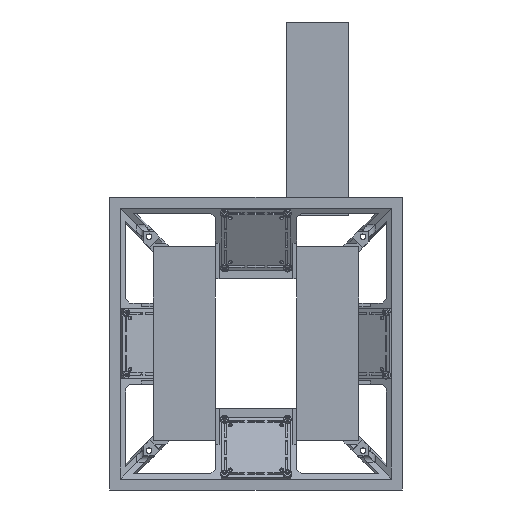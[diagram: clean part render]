
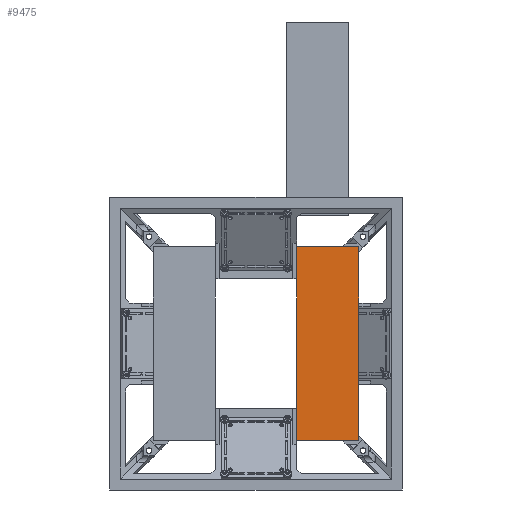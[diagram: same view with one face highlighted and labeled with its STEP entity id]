
A CAD part, front view. The second image highlights one B-rep face of the part: STEP entity #9475.
In plain terms, the highlighted face is planar.
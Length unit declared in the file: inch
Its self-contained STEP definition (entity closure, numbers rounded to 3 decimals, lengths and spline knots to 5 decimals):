
#407 = ORIENTED_EDGE ( 'NONE', *, *, #5096, .T. ) ;
#1225 = CARTESIAN_POINT ( 'NONE',  ( 2.08661, 0.86614, 0.66929 ) ) ;
#1245 = EDGE_CURVE ( 'NONE', #4321, #3670, #3199, .T. ) ;
#2217 = EDGE_CURVE ( 'NONE', #10482, #4321, #4903, .T. ) ;
#2380 = DIRECTION ( 'NONE',  ( 1., 0., 0. ) ) ;
#2756 = DIRECTION ( 'NONE',  ( -1., 0., 0. ) ) ;
#2796 = AXIS2_PLACEMENT_3D ( 'NONE', #10769, #6546, #3217 ) ;
#3005 = LINE ( 'NONE', #7634, #11872 ) ;
#3186 = VECTOR ( 'NONE', #2380, 39.37008 ) ;
#3199 = LINE ( 'NONE', #11950, #13133 ) ;
#3217 = DIRECTION ( 'NONE',  ( 0., 0., -1. ) ) ;
#3252 = EDGE_CURVE ( 'NONE', #3718, #10482, #12405, .T. ) ;
#3670 = VERTEX_POINT ( 'NONE', #7773 ) ;
#3718 = VERTEX_POINT ( 'NONE', #14612 ) ;
#4321 = VERTEX_POINT ( 'NONE', #12412 ) ;
#4601 = CARTESIAN_POINT ( 'NONE',  ( -2.08661, 0.86614, 0.66929 ) ) ;
#4861 = ORIENTED_EDGE ( 'NONE', *, *, #1245, .T. ) ;
#4903 = LINE ( 'NONE', #1225, #11236 ) ;
#5096 = EDGE_CURVE ( 'NONE', #3670, #3718, #3005, .T. ) ;
#5124 = CARTESIAN_POINT ( 'NONE',  ( 2.08661, 0.86614, 0.66929 ) ) ;
#5820 = DIRECTION ( 'NONE',  ( 0., 0., -1. ) ) ;
#6546 = DIRECTION ( 'NONE',  ( 0., -1., 0. ) ) ;
#7634 = CARTESIAN_POINT ( 'NONE',  ( -2.08661, 0.86614, 0.66929 ) ) ;
#7773 = CARTESIAN_POINT ( 'NONE',  ( -2.08661, 0.86614, -0.66929 ) ) ;
#8443 = PLANE ( 'NONE',  #2796 ) ;
#9475 = ADVANCED_FACE ( 'NONE', ( #11631 ), #8443, .F. ) ;
#9658 = ORIENTED_EDGE ( 'NONE', *, *, #2217, .T. ) ;
#9712 = ORIENTED_EDGE ( 'NONE', *, *, #3252, .T. ) ;
#10482 = VERTEX_POINT ( 'NONE', #5124 ) ;
#10769 = CARTESIAN_POINT ( 'NONE',  ( 0., 0.86614, 0. ) ) ;
#11236 = VECTOR ( 'NONE', #5820, 39.37008 ) ;
#11631 = FACE_OUTER_BOUND ( 'NONE', #14403, .T. ) ;
#11872 = VECTOR ( 'NONE', #14575, 39.37008 ) ;
#11950 = CARTESIAN_POINT ( 'NONE',  ( -2.08661, 0.86614, -0.66929 ) ) ;
#12405 = LINE ( 'NONE', #4601, #3186 ) ;
#12412 = CARTESIAN_POINT ( 'NONE',  ( 2.08661, 0.86614, -0.66929 ) ) ;
#13133 = VECTOR ( 'NONE', #2756, 39.37008 ) ;
#14403 = EDGE_LOOP ( 'NONE', ( #9658, #4861, #407, #9712 ) ) ;
#14575 = DIRECTION ( 'NONE',  ( 0., 0., 1. ) ) ;
#14612 = CARTESIAN_POINT ( 'NONE',  ( -2.08661, 0.86614, 0.66929 ) ) ;
